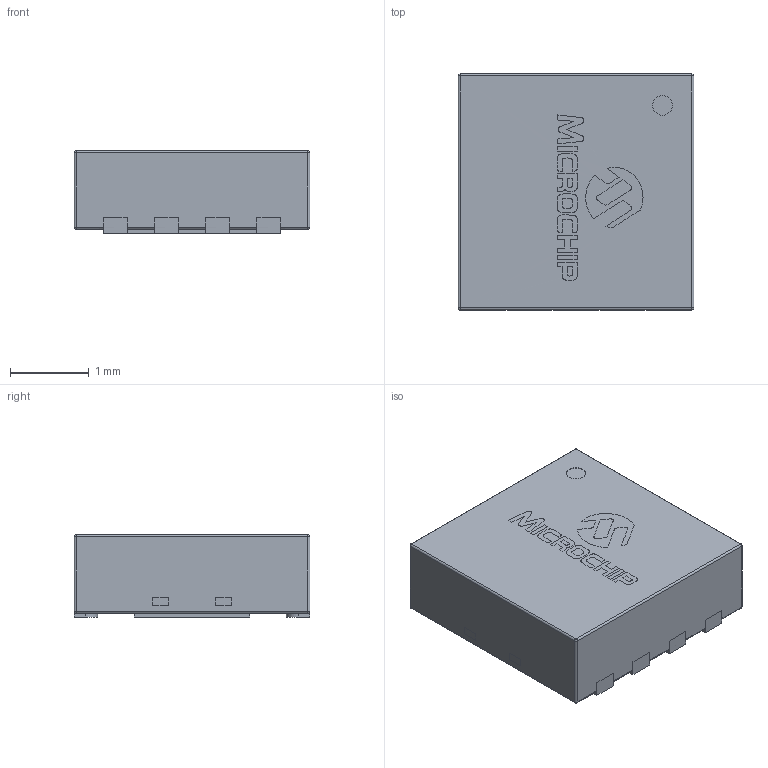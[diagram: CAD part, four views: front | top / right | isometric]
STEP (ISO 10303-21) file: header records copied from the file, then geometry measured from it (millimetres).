
FILE_DESCRIPTION(/* description */ (''),/* implementation_level */ '2;1');
FILE_NAME(/* name */ 'Microchip - DFN-8 3x3MM.step',/* time_stamp */ '2020-04-30T02:52:40+01:00',/* author */ (''),/* organization */ (''),/* preprocessor_version */ 'ST-DEVELOPER v18.1',/* originating_system */ 'Autodesk Translation Framework v9.2.0.1227',/* authorisation */ '');
FILE_SCHEMA (('AUTOMOTIVE_DESIGN { 1 0 10303 214 3 1 1 }','AP242_MANAGED_MODEL_BASED_3D_ENGINEERING_MIM_LF { 1 0 10303 442 1 1 4 }'));
Length unit declared in the file: millimetre
Products named in the file (1): Microchip - DFN-8 3x3MM
Bounding box: 3 x 3 x 1.05 mm (x, y, z)
Volume: 9.2 mm3; surface area: 30.5 mm2
Topology: 1 solids, 1 shells, 100 faces, 501 edges, 423 vertices
Faces by surface type: plane 63, cylinder 29, sphere 8
Full cylindrical faces by diameter (mm): 0.25 x1
Entity records: 6157 total; most frequent: CARTESIAN_POINT 2159, ORIENTED_EDGE 1002, DIRECTION 592, EDGE_CURVE 501, VERTEX_POINT 423, LINE 246, VECTOR 246, B_SPLINE_CURVE_WITH_KNOTS 183
